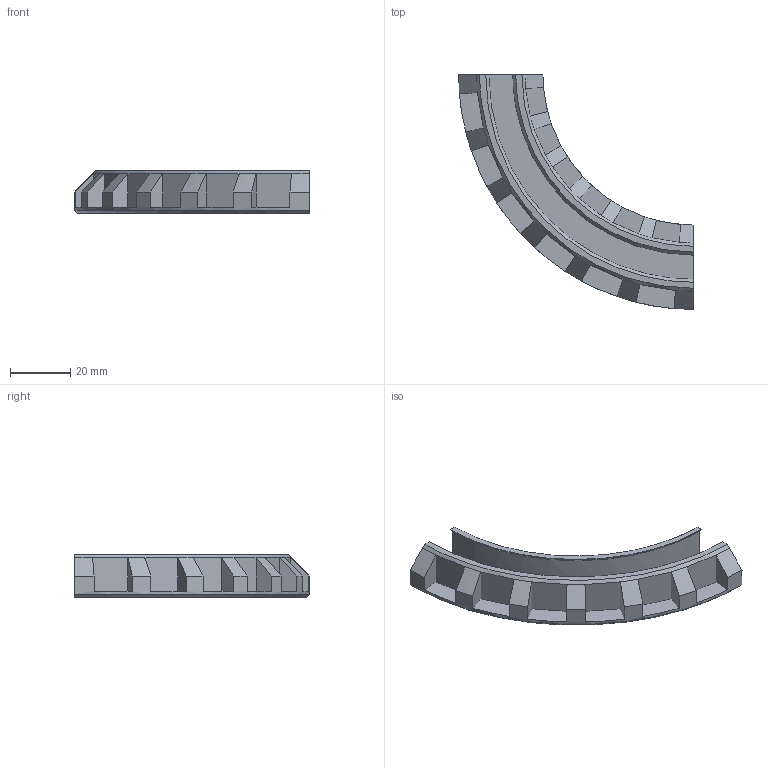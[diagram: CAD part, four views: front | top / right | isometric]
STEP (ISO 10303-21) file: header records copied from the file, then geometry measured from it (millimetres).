
FILE_DESCRIPTION(/* description */ (''),/* implementation_level */ '2;1');
FILE_NAME(/* name */ 'wasserhahnschlauch_fuehrung',/* time_stamp */ '2025-12-15T12:43:18+01:00',/* author */ (''),/* organization */ (''),/* preprocessor_version */ 'ST-DEVELOPER v16.5',/* originating_system */ 'Rhino 7.38',/* authorisation */ '');
FILE_SCHEMA (('CONFIG_CONTROL_DESIGN'));
Length unit declared in the file: millimetre
Products named in the file (1): Document
Bounding box: 78 x 78 x 14 mm (x, y, z)
Volume: 14350.7 mm3; surface area: 11969.3 mm2
Topology: 1 solids, 1 shells, 82 faces, 216 edges, 136 vertices
Faces by surface type: plane 42, bspline 22, cylinder 18
Entity records: 2407 total; most frequent: CARTESIAN_POINT 988, ORIENTED_EDGE 432, EDGE_CURVE 216, VERTEX_POINT 136, B_SPLINE_CURVE_WITH_KNOTS 117, ADVANCED_FACE 82, FACE_OUTER_BOUND 82, EDGE_LOOP 82
